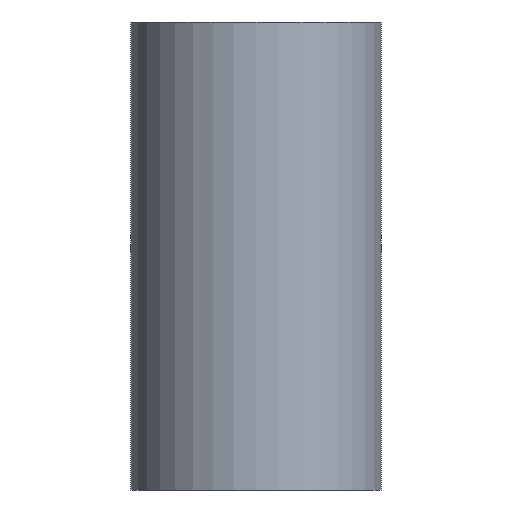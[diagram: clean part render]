
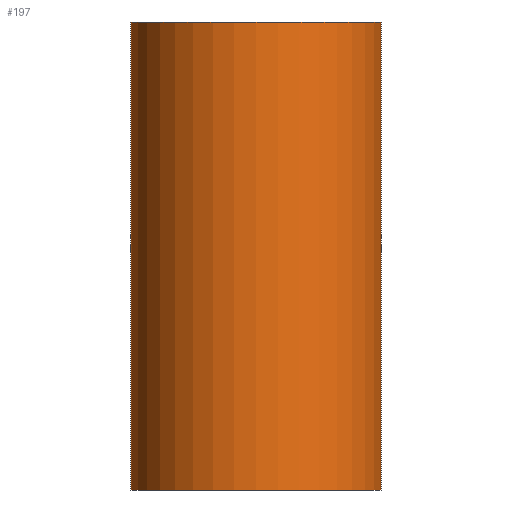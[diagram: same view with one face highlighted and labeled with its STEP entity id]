
A CAD part, front view. The second image highlights one B-rep face of the part: STEP entity #197.
In plain terms, the highlighted cylindrical face has radius 44.5 mm (diameter 89 mm), a full revolution.
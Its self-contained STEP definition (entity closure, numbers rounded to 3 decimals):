
#16=B_SPLINE_CURVE_WITH_KNOTS('',3,(#393,#394,#395,#396,#397,#398,#399,
#400,#401,#402,#403,#404,#405,#406,#407,#408,#409,#410,#411,#412,#413,#414,
#415,#416,#417,#418,#419,#420,#421,#422,#423,#424,#425,#426,#427,#428,#429,
#430,#431,#432,#433,#434,#435,#436,#437,#438,#439,#440,#441,#442,#443,#444,
#445,#446,#447,#448,#449,#450,#451,#452,#453,#454,#455,#456,#457,#458),
 .UNSPECIFIED.,.T.,.F.,(4,2,2,2,2,2,2,2,2,2,2,2,2,2,2,2,2,2,2,2,2,2,2,2,
2,2,2,2,2,2,2,2,4),(0.,0.403,0.806,1.209,
1.612,2.014,2.416,2.819,3.221,
3.623,4.025,4.427,4.83,5.233,
5.636,6.039,6.442,6.845,7.248,
7.651,8.054,8.456,8.858,9.26,
9.663,10.065,10.467,10.869,11.271,
11.674,12.077,12.48,12.883),
 .UNSPECIFIED.);
#29=CYLINDRICAL_SURFACE('',#230,44.5);
#44=FACE_BOUND('',#92,.T.);
#45=FACE_BOUND('',#93,.T.);
#61=FACE_OUTER_BOUND('',#91,.T.);
#91=EDGE_LOOP('',(#174));
#92=EDGE_LOOP('',(#175));
#93=EDGE_LOOP('',(#176));
#101=CIRCLE('',#208,44.5);
#105=CIRCLE('',#215,44.5);
#116=VERTEX_POINT('',#307);
#120=VERTEX_POINT('',#318);
#129=VERTEX_POINT('',#392);
#133=EDGE_CURVE('',#116,#116,#101,.T.);
#137=EDGE_CURVE('',#120,#120,#105,.T.);
#146=EDGE_CURVE('',#129,#129,#16,.T.);
#174=ORIENTED_EDGE('',*,*,#133,.F.);
#175=ORIENTED_EDGE('',*,*,#137,.F.);
#176=ORIENTED_EDGE('',*,*,#146,.T.);
#197=ADVANCED_FACE('',(#61,#44,#45),#29,.T.);
#208=AXIS2_PLACEMENT_3D('',#308,#247,#248);
#215=AXIS2_PLACEMENT_3D('',#319,#261,#262);
#230=AXIS2_PLACEMENT_3D('',#459,#291,#292);
#247=DIRECTION('center_axis',(0.,0.,1.));
#248=DIRECTION('ref_axis',(-1.,0.,0.));
#261=DIRECTION('center_axis',(0.,0.,-1.));
#262=DIRECTION('ref_axis',(-1.,0.,0.));
#291=DIRECTION('center_axis',(0.,0.,1.));
#292=DIRECTION('ref_axis',(-1.,0.,0.));
#307=CARTESIAN_POINT('',(44.5,0.,83.));
#308=CARTESIAN_POINT('Origin',(0.,0.,83.));
#318=CARTESIAN_POINT('',(44.5,0.,-83.));
#319=CARTESIAN_POINT('Origin',(0.,0.,-83.));
#392=CARTESIAN_POINT('',(21.,39.233,0.));
#393=CARTESIAN_POINT('Ctrl Pts',(21.,39.233,0.));
#394=CARTESIAN_POINT('Ctrl Pts',(21.,39.233,1.343));
#395=CARTESIAN_POINT('Ctrl Pts',(20.869,39.304,2.724));
#396=CARTESIAN_POINT('Ctrl Pts',(20.327,39.587,5.455));
#397=CARTESIAN_POINT('Ctrl Pts',(19.916,39.799,6.806));
#398=CARTESIAN_POINT('Ctrl Pts',(18.838,40.32,9.385));
#399=CARTESIAN_POINT('Ctrl Pts',(18.171,40.629,10.615));
#400=CARTESIAN_POINT('Ctrl Pts',(16.638,41.281,12.887));
#401=CARTESIAN_POINT('Ctrl Pts',(15.771,41.623,13.928));
#402=CARTESIAN_POINT('Ctrl Pts',(13.93,42.275,15.769));
#403=CARTESIAN_POINT('Ctrl Pts',(12.89,42.609,16.635));
#404=CARTESIAN_POINT('Ctrl Pts',(10.618,43.231,18.17));
#405=CARTESIAN_POINT('Ctrl Pts',(9.386,43.519,18.838));
#406=CARTESIAN_POINT('Ctrl Pts',(6.804,43.996,19.916));
#407=CARTESIAN_POINT('Ctrl Pts',(5.452,44.186,20.328));
#408=CARTESIAN_POINT('Ctrl Pts',(2.72,44.438,20.87));
#409=CARTESIAN_POINT('Ctrl Pts',(1.341,44.5,21.));
#410=CARTESIAN_POINT('Ctrl Pts',(-1.341,44.5,21.));
#411=CARTESIAN_POINT('Ctrl Pts',(-2.72,44.438,20.87));
#412=CARTESIAN_POINT('Ctrl Pts',(-5.452,44.186,20.328));
#413=CARTESIAN_POINT('Ctrl Pts',(-6.804,43.996,19.916));
#414=CARTESIAN_POINT('Ctrl Pts',(-9.386,43.519,18.838));
#415=CARTESIAN_POINT('Ctrl Pts',(-10.618,43.231,18.17));
#416=CARTESIAN_POINT('Ctrl Pts',(-12.89,42.609,16.635));
#417=CARTESIAN_POINT('Ctrl Pts',(-13.93,42.275,15.769));
#418=CARTESIAN_POINT('Ctrl Pts',(-15.771,41.623,13.928));
#419=CARTESIAN_POINT('Ctrl Pts',(-16.638,41.281,12.887));
#420=CARTESIAN_POINT('Ctrl Pts',(-18.171,40.629,10.615));
#421=CARTESIAN_POINT('Ctrl Pts',(-18.838,40.32,9.385));
#422=CARTESIAN_POINT('Ctrl Pts',(-19.916,39.799,6.806));
#423=CARTESIAN_POINT('Ctrl Pts',(-20.327,39.587,5.455));
#424=CARTESIAN_POINT('Ctrl Pts',(-20.869,39.304,2.724));
#425=CARTESIAN_POINT('Ctrl Pts',(-21.,39.233,1.343));
#426=CARTESIAN_POINT('Ctrl Pts',(-21.,39.233,-1.343));
#427=CARTESIAN_POINT('Ctrl Pts',(-20.869,39.304,-2.724));
#428=CARTESIAN_POINT('Ctrl Pts',(-20.327,39.587,-5.455));
#429=CARTESIAN_POINT('Ctrl Pts',(-19.916,39.799,-6.806));
#430=CARTESIAN_POINT('Ctrl Pts',(-18.838,40.32,-9.385));
#431=CARTESIAN_POINT('Ctrl Pts',(-18.171,40.629,-10.615));
#432=CARTESIAN_POINT('Ctrl Pts',(-16.638,41.281,-12.887));
#433=CARTESIAN_POINT('Ctrl Pts',(-15.771,41.623,-13.928));
#434=CARTESIAN_POINT('Ctrl Pts',(-13.93,42.275,-15.769));
#435=CARTESIAN_POINT('Ctrl Pts',(-12.89,42.609,-16.635));
#436=CARTESIAN_POINT('Ctrl Pts',(-10.618,43.231,-18.17));
#437=CARTESIAN_POINT('Ctrl Pts',(-9.386,43.519,-18.838));
#438=CARTESIAN_POINT('Ctrl Pts',(-6.804,43.996,-19.916));
#439=CARTESIAN_POINT('Ctrl Pts',(-5.452,44.186,-20.328));
#440=CARTESIAN_POINT('Ctrl Pts',(-2.72,44.438,-20.87));
#441=CARTESIAN_POINT('Ctrl Pts',(-1.341,44.5,-21.));
#442=CARTESIAN_POINT('Ctrl Pts',(1.341,44.5,-21.));
#443=CARTESIAN_POINT('Ctrl Pts',(2.72,44.438,-20.87));
#444=CARTESIAN_POINT('Ctrl Pts',(5.452,44.186,-20.328));
#445=CARTESIAN_POINT('Ctrl Pts',(6.804,43.996,-19.916));
#446=CARTESIAN_POINT('Ctrl Pts',(9.386,43.519,-18.838));
#447=CARTESIAN_POINT('Ctrl Pts',(10.618,43.231,-18.17));
#448=CARTESIAN_POINT('Ctrl Pts',(12.89,42.609,-16.635));
#449=CARTESIAN_POINT('Ctrl Pts',(13.93,42.275,-15.769));
#450=CARTESIAN_POINT('Ctrl Pts',(15.771,41.623,-13.928));
#451=CARTESIAN_POINT('Ctrl Pts',(16.638,41.281,-12.887));
#452=CARTESIAN_POINT('Ctrl Pts',(18.171,40.629,-10.615));
#453=CARTESIAN_POINT('Ctrl Pts',(18.838,40.32,-9.385));
#454=CARTESIAN_POINT('Ctrl Pts',(19.916,39.799,-6.806));
#455=CARTESIAN_POINT('Ctrl Pts',(20.327,39.587,-5.455));
#456=CARTESIAN_POINT('Ctrl Pts',(20.869,39.304,-2.724));
#457=CARTESIAN_POINT('Ctrl Pts',(21.,39.233,-1.343));
#458=CARTESIAN_POINT('Ctrl Pts',(21.,39.233,0.));
#459=CARTESIAN_POINT('Origin',(0.,0.,0.));
